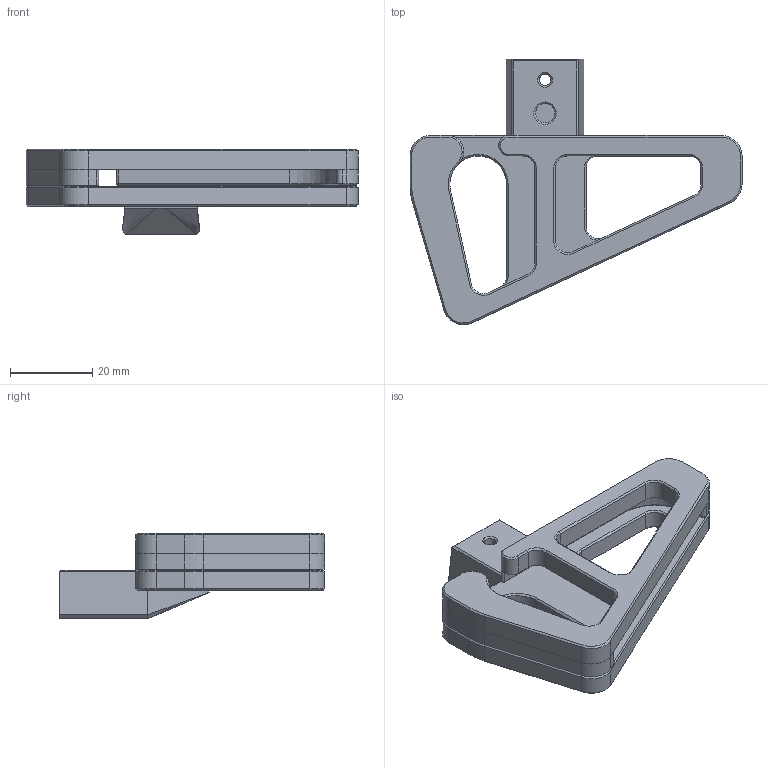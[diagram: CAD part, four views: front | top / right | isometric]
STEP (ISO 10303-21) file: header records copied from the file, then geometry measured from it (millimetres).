
FILE_DESCRIPTION(('FreeCAD Model'),'2;1');
FILE_NAME('Open CASCADE Shape Model','2024-08-16T23:05:17',(''),(''), 'Open CASCADE STEP processor 7.7','FreeCAD','Unknown');
FILE_SCHEMA(('AUTOMOTIVE_DESIGN { 1 0 10303 214 1 1 1 1 }'));
Length unit declared in the file: millimetre
Products named in the file (3): e3_bed_clamp; Bottom; Top
Assembly tree (2 placements, depth 2):
  e3_bed_clamp
    Bottom
    Top
Bounding box: 80.9 x 64.66 x 20.89 mm (x, y, z)
Volume: 21752 mm3; surface area: 12700.7 mm2
Topology: 2 solids, 2 shells, 222 faces, 519 edges, 306 vertices
Faces by surface type: plane 109, cone 57, cylinder 51, bspline 5
Full cylindrical faces by diameter (mm): 2.8 x1, 3.4 x3, 4.7 x4, 6.25 x1
Entity records: 6285 total; most frequent: DIRECTION 1107, CARTESIAN_POINT 1071, ORIENTED_EDGE 1038, EDGE_CURVE 519, AXIS2_PLACEMENT_3D 374, LINE 359, VECTOR 359, VERTEX_POINT 306
